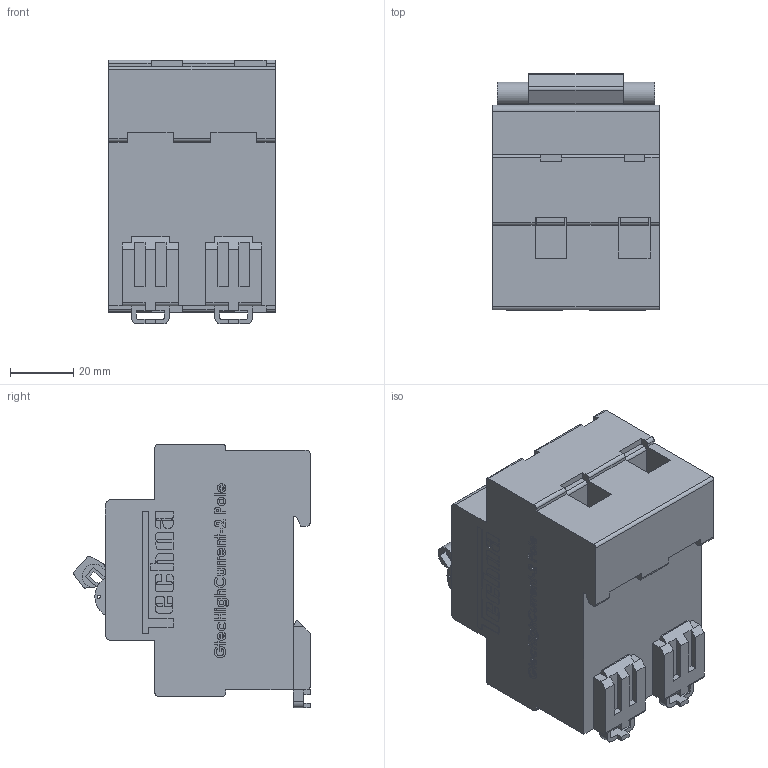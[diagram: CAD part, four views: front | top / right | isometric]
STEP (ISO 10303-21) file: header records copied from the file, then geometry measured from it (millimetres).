
FILE_DESCRIPTION (( 'STEP AP214' ), '1' );
FILE_NAME ('GtecHighCurrent-2 Pole-W.STEP', '2020-05-22T10:33:29', ( '' ), ( '' ), 'SwSTEP 2.0', 'SolidWorks 2020', '' );
FILE_SCHEMA (( 'AUTOMOTIVE_DESIGN' ));
Length unit declared in the file: millimetre
Products named in the file (1): GtecHighCurrent-2 Pole-W
Bounding box: 53 x 75 x 83.7 mm (x, y, z)
Volume: 222453.5 mm3; surface area: 32076.3 mm2
Topology: 1 solids, 1 shells, 1544 faces, 4271 edges, 2838 vertices
Faces by surface type: plane 931, bspline 361, cylinder 252
Entity records: 79030 total; most frequent: CARTESIAN_POINT 29551, ORIENTED_EDGE 8542, DIRECTION 6441, EDGE_CURVE 4271, VECTOR 2993, LINE 2993, VERTEX_POINT 2838, AXIS2_PLACEMENT_3D 1724
